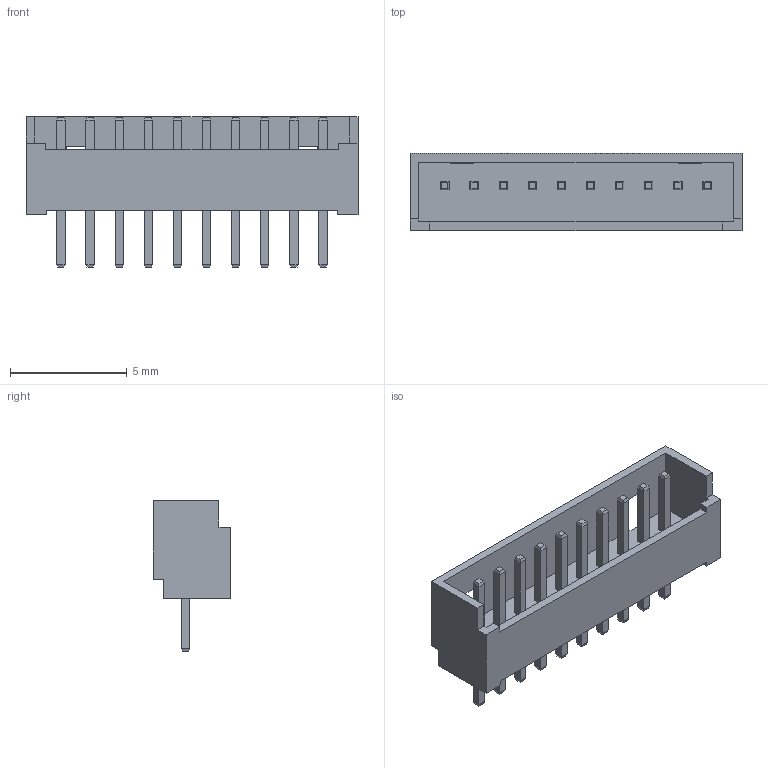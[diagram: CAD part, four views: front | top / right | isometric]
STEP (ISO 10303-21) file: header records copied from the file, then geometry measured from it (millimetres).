
FILE_DESCRIPTION(/* description */ ('Unknown'),/* implementation_level */ '2;1');
FILE_NAME(/* name */ 'JST - GH - Thru - 10Pin - 1.25mm',/* time_stamp */ '2018-10-28T11:25:19-04:00',/* author */ ('Unknown'),/* organization */ ('Unknown'),/* preprocessor_version */ 'ST-DEVELOPER v16.7',/* originating_system */ 'DEX',/* authorisation */ $);
FILE_SCHEMA (('AUTOMOTIVE_DESIGN {1 0 10303 214 3 1 1}'));
Length unit declared in the file: millimetre
Products named in the file (1): JST - GH - Thru - 10Pin - 1.25mm
Bounding box: 14.25 x 3.33 x 6.48 mm (x, y, z)
Volume: 82.9 mm3; surface area: 366.3 mm2
Topology: 1 solids, 21 shells, 384 faces, 898 edges, 572 vertices
Faces by surface type: plane 345, bspline 39
Entity records: 14565 total; most frequent: CARTESIAN_POINT 3754, ORIENTED_EDGE 1788, DIRECTION 1322, EDGE_CURVE 894, LINE 630, VECTOR 630, VERTEX_POINT 572, EDGE_LOOP 420
